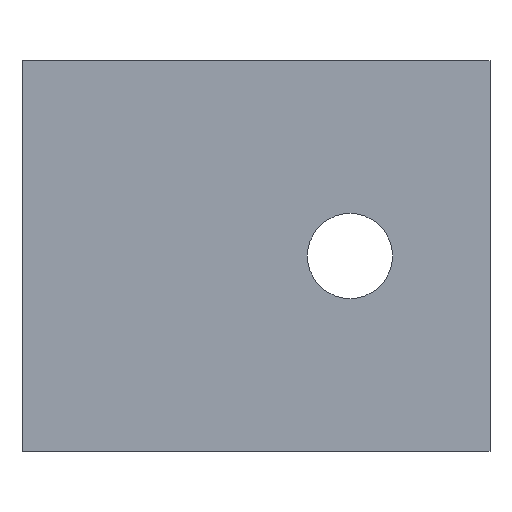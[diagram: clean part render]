
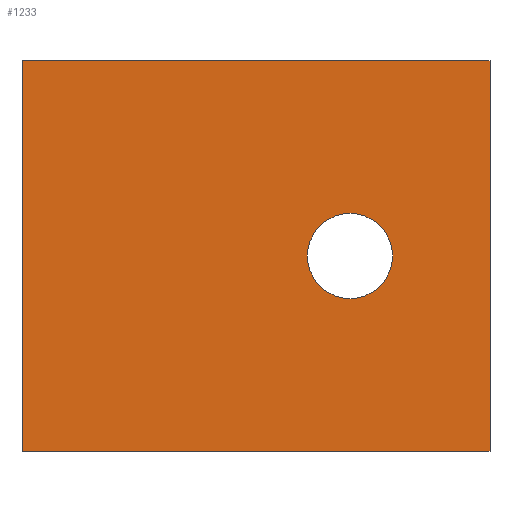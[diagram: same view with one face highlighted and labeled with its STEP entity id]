
A CAD part, front view. The second image highlights one B-rep face of the part: STEP entity #1233.
In plain terms, the highlighted planar face has unit normal (0, -1, 0).
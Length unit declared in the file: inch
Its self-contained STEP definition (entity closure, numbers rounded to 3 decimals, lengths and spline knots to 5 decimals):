
#22 = EDGE_CURVE ( 'NONE', #301, #445, #1732, .T. ) ;
#23 = AXIS2_PLACEMENT_3D ( 'NONE', #347, #507, #1035 ) ;
#46 = ORIENTED_EDGE ( 'NONE', *, *, #408, .F. ) ;
#47 = LINE ( 'NONE', #446, #1516 ) ;
#117 = ORIENTED_EDGE ( 'NONE', *, *, #1033, .F. ) ;
#130 = CARTESIAN_POINT ( 'NONE',  ( 1.02362, 0., 0. ) ) ;
#250 = EDGE_CURVE ( 'NONE', #1506, #895, #983, .T. ) ;
#252 = CARTESIAN_POINT ( 'NONE',  ( 0., 0., 0.60925 ) ) ;
#260 = EDGE_LOOP ( 'NONE', ( #1447, #1247 ) ) ;
#284 = EDGE_LOOP ( 'NONE', ( #1680, #318, #46, #117 ) ) ;
#301 = VERTEX_POINT ( 'NONE', #1025 ) ;
#318 = ORIENTED_EDGE ( 'NONE', *, *, #22, .F. ) ;
#347 = CARTESIAN_POINT ( 'NONE',  ( 1.02362, 0., 0. ) ) ;
#396 = FACE_BOUND ( 'NONE', #260, .T. ) ;
#400 = CARTESIAN_POINT ( 'NONE',  ( 1.46063, 0., -0.60925 ) ) ;
#402 = AXIS2_PLACEMENT_3D ( 'NONE', #937, #1207, #1075 ) ;
#408 = EDGE_CURVE ( 'NONE', #523, #301, #1453, .T. ) ;
#445 = VERTEX_POINT ( 'NONE', #1682 ) ;
#446 = CARTESIAN_POINT ( 'NONE',  ( 1.46063, 0., 0.60925 ) ) ;
#484 = CARTESIAN_POINT ( 'NONE',  ( 0., 0., -0.60925 ) ) ;
#507 = DIRECTION ( 'NONE',  ( 0., -1., 0. ) ) ;
#523 = VERTEX_POINT ( 'NONE', #1407 ) ;
#525 = DIRECTION ( 'NONE',  ( 0., -1., 0. ) ) ;
#587 = DIRECTION ( 'NONE',  ( 0., 0., -1. ) ) ;
#590 = CARTESIAN_POINT ( 'NONE',  ( 1.02362, 0., 0.13287 ) ) ;
#654 = LINE ( 'NONE', #484, #1409 ) ;
#728 = VECTOR ( 'NONE', #1201, 39.37008 ) ;
#862 = VERTEX_POINT ( 'NONE', #400 ) ;
#895 = VERTEX_POINT ( 'NONE', #590 ) ;
#937 = CARTESIAN_POINT ( 'NONE',  ( 0., 0., 0.60925 ) ) ;
#944 = PLANE ( 'NONE',  #402 ) ;
#983 = CIRCLE ( 'NONE', #23, 0.13287 ) ;
#1003 = CARTESIAN_POINT ( 'NONE',  ( 1.02362, 0., -0.13287 ) ) ;
#1025 = CARTESIAN_POINT ( 'NONE',  ( 0., 0., 0.60925 ) ) ;
#1033 = EDGE_CURVE ( 'NONE', #862, #523, #654, .T. ) ;
#1035 = DIRECTION ( 'NONE',  ( 0., 0., 1. ) ) ;
#1054 = DIRECTION ( 'NONE',  ( 0., 0., 1. ) ) ;
#1075 = DIRECTION ( 'NONE',  ( 0., 0., 1. ) ) ;
#1148 = EDGE_CURVE ( 'NONE', #895, #1506, #1326, .T. ) ;
#1201 = DIRECTION ( 'NONE',  ( 1., 0., 0. ) ) ;
#1207 = DIRECTION ( 'NONE',  ( 0., 1., 0. ) ) ;
#1233 = ADVANCED_FACE ( 'NONE', ( #1600, #396 ), #944, .F. ) ;
#1242 = AXIS2_PLACEMENT_3D ( 'NONE', #130, #525, #1054 ) ;
#1247 = ORIENTED_EDGE ( 'NONE', *, *, #250, .F. ) ;
#1326 = CIRCLE ( 'NONE', #1242, 0.13287 ) ;
#1328 = CARTESIAN_POINT ( 'NONE',  ( 0., 0., 0.60925 ) ) ;
#1361 = EDGE_CURVE ( 'NONE', #445, #862, #47, .T. ) ;
#1407 = CARTESIAN_POINT ( 'NONE',  ( 0., 0., -0.60925 ) ) ;
#1409 = VECTOR ( 'NONE', #1544, 39.37008 ) ;
#1432 = VECTOR ( 'NONE', #1727, 39.37008 ) ;
#1447 = ORIENTED_EDGE ( 'NONE', *, *, #1148, .F. ) ;
#1453 = LINE ( 'NONE', #252, #1432 ) ;
#1506 = VERTEX_POINT ( 'NONE', #1003 ) ;
#1516 = VECTOR ( 'NONE', #587, 39.37008 ) ;
#1544 = DIRECTION ( 'NONE',  ( -1., 0., 0. ) ) ;
#1600 = FACE_OUTER_BOUND ( 'NONE', #284, .T. ) ;
#1680 = ORIENTED_EDGE ( 'NONE', *, *, #1361, .F. ) ;
#1682 = CARTESIAN_POINT ( 'NONE',  ( 1.46063, 0., 0.60925 ) ) ;
#1727 = DIRECTION ( 'NONE',  ( 0., 0., 1. ) ) ;
#1732 = LINE ( 'NONE', #1328, #728 ) ;
